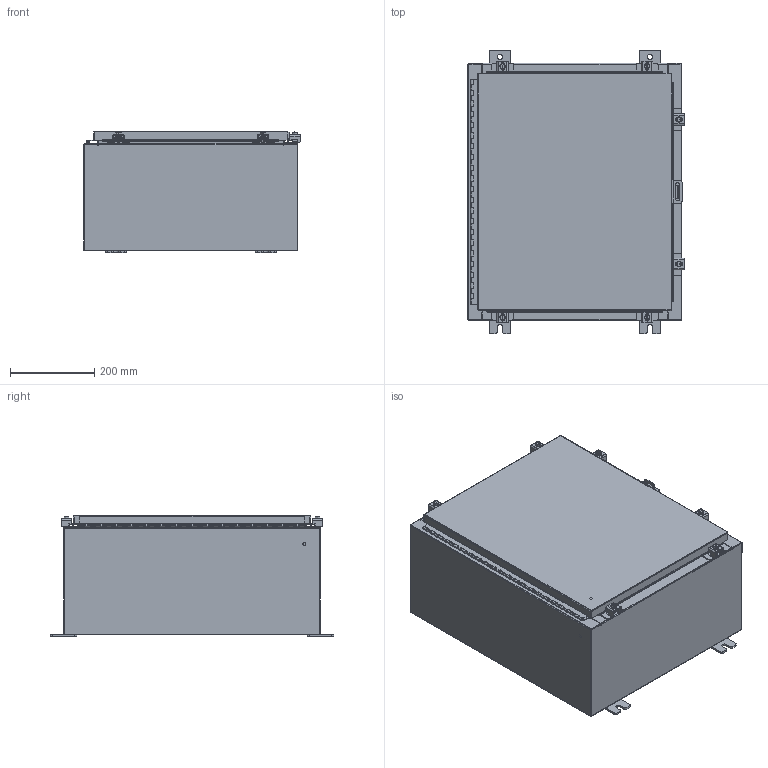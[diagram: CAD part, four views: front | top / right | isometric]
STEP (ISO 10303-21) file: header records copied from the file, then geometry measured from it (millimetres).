
FILE_DESCRIPTION (( 'STEP AP203' ), '1' );
FILE_NAME ('N24H2010ALWP.STEP', '2013-08-08T14:50:36', ( 'changeme' ), ( 'Microsoft' ), 'SwSTEP 2.0', 'SolidWorks 2013', '' );
FILE_SCHEMA (( 'CONFIG_CONTROL_DESIGN' ));
Length unit declared in the file: inch
Products named in the file (20): N24H2010ALWP Clamp Assembly; N24H2010ALWP Standard Clamps; N24H2010ALWP Cover; N24H2010ALWP Body; N24H2010ALWP Bottom; N24H2010ALWP 22101002; N24H2010ALWP Clamp Top; N24H2010ALWP 22104005_DEFAULT; N24H2010ALWP Clamp Bracket; N24H2010ALWP Hinge Cover Side; N24H2010ALWP Mounting Feet; N24H2010ALWP Hinge Enclosure Side2; N24H2010ALWP Top; N24H2010ALWP Padlock Hasp; N24H2010ALWP 125 Pin Hinge; N24H2010ALWP Padlock Staple; N24H2010ALWP; Quarter-20 CD Stud; N24H2010ALWP Backpanel; N24H2010ALWP Mounting Studs
Assembly tree (32 placements, depth 4):
  N24H2010ALWP
    N24H2010ALWP Backpanel
    N24H2010ALWP Mounting Studs  x4
    N24H2010ALWP 125 Pin Hinge
      N24H2010ALWP Hinge Enclosure Side2
      N24H2010ALWP Hinge Cover Side
    N24H2010ALWP Mounting Feet  x4
    Quarter-20 CD Stud  x2
    N24H2010ALWP Padlock Hasp
    N24H2010ALWP Padlock Staple
    N24H2010ALWP Standard Clamps  x6
      N24H2010ALWP Clamp Bracket
      N24H2010ALWP Clamp Assembly
        N24H2010ALWP 22101002  x2
        N24H2010ALWP 22104005_DEFAULT
        N24H2010ALWP Clamp Top
    N24H2010ALWP Cover
    N24H2010ALWP Body
    N24H2010ALWP Bottom
    N24H2010ALWP Top
Bounding box: 513.35 x 673.1 x 289.27 mm (x, y, z)
Volume: 3279091.3 mm3; surface area: 3266942.2 mm2
Topology: 49 solids, 49 shells, 1735 faces, 4341 edges, 2730 vertices
Faces by surface type: plane 914, cylinder 713, torus 52, cone 48, bspline 8
Entity records: 32872 total; most frequent: CARTESIAN_POINT 5690, DIRECTION 5388, ORIENTED_EDGE 5048, EDGE_CURVE 2524, AXIS2_PLACEMENT_3D 1874, VECTOR 1640, LINE 1640, VERTEX_POINT 1554
